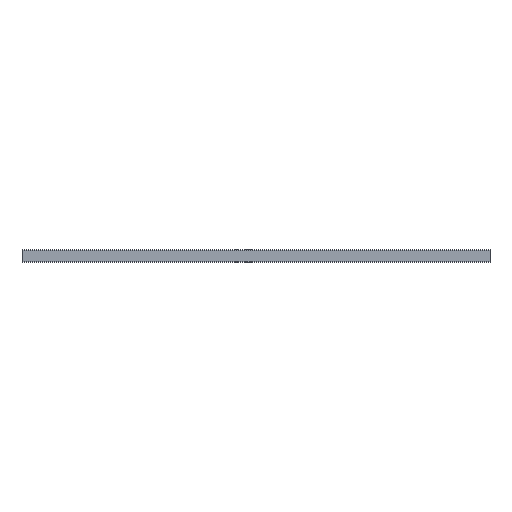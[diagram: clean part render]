
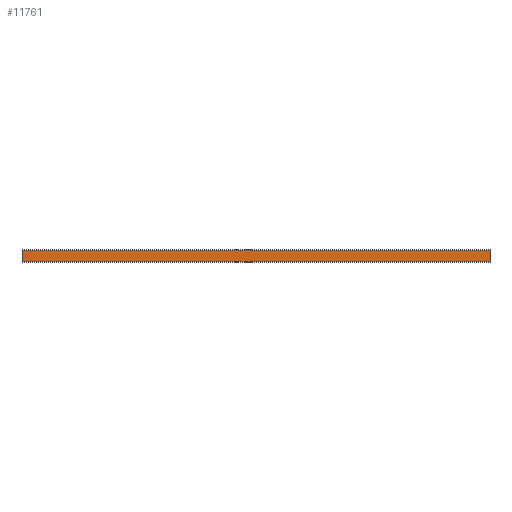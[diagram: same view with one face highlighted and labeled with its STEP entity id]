
A CAD part, front view. The second image highlights one B-rep face of the part: STEP entity #11761.
In plain terms, the highlighted planar face has unit normal (0, -1, 0).
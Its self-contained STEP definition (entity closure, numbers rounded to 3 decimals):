
#44 = PLANE('',#45);
#45 = AXIS2_PLACEMENT_3D('',#46,#47,#48);
#46 = CARTESIAN_POINT('',(45.,-313.578,-50.417));
#47 = DIRECTION('',(-1.,0.,0.));
#48 = DIRECTION('',(0.,0.,-1.));
#100 = PLANE('',#101);
#101 = AXIS2_PLACEMENT_3D('',#102,#103,#104);
#102 = CARTESIAN_POINT('',(1681.,-313.578,-50.417));
#103 = DIRECTION('',(-1.,0.,0.));
#104 = DIRECTION('',(0.,0.,-1.));
#1551 = VERTEX_POINT('',#1552);
#1552 = CARTESIAN_POINT('',(45.,-390.,-3.));
#1567 = CYLINDRICAL_SURFACE('',#1568,3.);
#1568 = AXIS2_PLACEMENT_3D('',#1569,#1570,#1571);
#1569 = CARTESIAN_POINT('',(1681.,-387.,-3.));
#1570 = DIRECTION('',(-1.,0.,0.));
#1571 = DIRECTION('',(0.,0.,-1.));
#1579 = EDGE_CURVE('',#1580,#1551,#1582,.T.);
#1580 = VERTEX_POINT('',#1581);
#1581 = CARTESIAN_POINT('',(45.,-390.,-42.));
#1582 = SURFACE_CURVE('',#1583,(#1587,#1594),.PCURVE_S1.);
#1583 = LINE('',#1584,#1585);
#1584 = CARTESIAN_POINT('',(45.,-390.,-42.));
#1585 = VECTOR('',#1586,1.);
#1586 = DIRECTION('',(0.,0.,1.));
#1587 = PCURVE('',#44,#1588);
#1588 = DEFINITIONAL_REPRESENTATION('',(#1589),#1593);
#1589 = LINE('',#1590,#1591);
#1590 = CARTESIAN_POINT('',(-8.417,76.422));
#1591 = VECTOR('',#1592,1.);
#1592 = DIRECTION('',(-1.,0.));
#1593 = ( GEOMETRIC_REPRESENTATION_CONTEXT(2) 
PARAMETRIC_REPRESENTATION_CONTEXT() REPRESENTATION_CONTEXT('2D SPACE',''
  ) );
#1594 = PCURVE('',#1595,#1600);
#1595 = PLANE('',#1596);
#1596 = AXIS2_PLACEMENT_3D('',#1597,#1598,#1599);
#1597 = CARTESIAN_POINT('',(1681.,-390.,-50.417));
#1598 = DIRECTION('',(0.,1.,0.));
#1599 = DIRECTION('',(1.,0.,-0.));
#1600 = DEFINITIONAL_REPRESENTATION('',(#1601),#1605);
#1601 = LINE('',#1602,#1603);
#1602 = CARTESIAN_POINT('',(-1636.,-8.417));
#1603 = VECTOR('',#1604,1.);
#1604 = DIRECTION('',(0.,-1.));
#1605 = ( GEOMETRIC_REPRESENTATION_CONTEXT(2) 
PARAMETRIC_REPRESENTATION_CONTEXT() REPRESENTATION_CONTEXT('2D SPACE',''
  ) );
#1624 = CYLINDRICAL_SURFACE('',#1625,3.);
#1625 = AXIS2_PLACEMENT_3D('',#1626,#1627,#1628);
#1626 = CARTESIAN_POINT('',(1681.,-387.,-42.));
#1627 = DIRECTION('',(-1.,0.,0.));
#1628 = DIRECTION('',(0.,0.,-1.));
#6693 = VERTEX_POINT('',#6694);
#6694 = CARTESIAN_POINT('',(1681.,-390.,-42.));
#6720 = EDGE_CURVE('',#6693,#6721,#6723,.T.);
#6721 = VERTEX_POINT('',#6722);
#6722 = CARTESIAN_POINT('',(1681.,-390.,-3.));
#6723 = SURFACE_CURVE('',#6724,(#6728,#6735),.PCURVE_S1.);
#6724 = LINE('',#6725,#6726);
#6725 = CARTESIAN_POINT('',(1681.,-390.,-42.));
#6726 = VECTOR('',#6727,1.);
#6727 = DIRECTION('',(0.,0.,1.));
#6728 = PCURVE('',#100,#6729);
#6729 = DEFINITIONAL_REPRESENTATION('',(#6730),#6734);
#6730 = LINE('',#6731,#6732);
#6731 = CARTESIAN_POINT('',(-8.417,76.422));
#6732 = VECTOR('',#6733,1.);
#6733 = DIRECTION('',(-1.,0.));
#6734 = ( GEOMETRIC_REPRESENTATION_CONTEXT(2) 
PARAMETRIC_REPRESENTATION_CONTEXT() REPRESENTATION_CONTEXT('2D SPACE',''
  ) );
#6735 = PCURVE('',#1595,#6736);
#6736 = DEFINITIONAL_REPRESENTATION('',(#6737),#6741);
#6737 = LINE('',#6738,#6739);
#6738 = CARTESIAN_POINT('',(0.,-8.417));
#6739 = VECTOR('',#6740,1.);
#6740 = DIRECTION('',(0.,-1.));
#6741 = ( GEOMETRIC_REPRESENTATION_CONTEXT(2) 
PARAMETRIC_REPRESENTATION_CONTEXT() REPRESENTATION_CONTEXT('2D SPACE',''
  ) );
#11740 = EDGE_CURVE('',#6693,#1580,#11741,.T.);
#11741 = SURFACE_CURVE('',#11742,(#11746,#11753),.PCURVE_S1.);
#11742 = LINE('',#11743,#11744);
#11743 = CARTESIAN_POINT('',(1681.,-390.,-42.));
#11744 = VECTOR('',#11745,1.);
#11745 = DIRECTION('',(-1.,0.,0.));
#11746 = PCURVE('',#1624,#11747);
#11747 = DEFINITIONAL_REPRESENTATION('',(#11748),#11752);
#11748 = LINE('',#11749,#11750);
#11749 = CARTESIAN_POINT('',(1.571,0.));
#11750 = VECTOR('',#11751,1.);
#11751 = DIRECTION('',(0.,1.));
#11752 = ( GEOMETRIC_REPRESENTATION_CONTEXT(2) 
PARAMETRIC_REPRESENTATION_CONTEXT() REPRESENTATION_CONTEXT('2D SPACE',''
  ) );
#11753 = PCURVE('',#1595,#11754);
#11754 = DEFINITIONAL_REPRESENTATION('',(#11755),#11759);
#11755 = LINE('',#11756,#11757);
#11756 = CARTESIAN_POINT('',(0.,-8.417));
#11757 = VECTOR('',#11758,1.);
#11758 = DIRECTION('',(-1.,0.));
#11759 = ( GEOMETRIC_REPRESENTATION_CONTEXT(2) 
PARAMETRIC_REPRESENTATION_CONTEXT() REPRESENTATION_CONTEXT('2D SPACE',''
  ) );
#11761 = ADVANCED_FACE('',(#11762),#1595,.F.);
#11762 = FACE_BOUND('',#11763,.F.);
#11763 = EDGE_LOOP('',(#11764,#11765,#11786,#11787));
#11764 = ORIENTED_EDGE('',*,*,#1579,.T.);
#11765 = ORIENTED_EDGE('',*,*,#11766,.T.);
#11766 = EDGE_CURVE('',#1551,#6721,#11767,.T.);
#11767 = SURFACE_CURVE('',#11768,(#11772,#11779),.PCURVE_S1.);
#11768 = LINE('',#11769,#11770);
#11769 = CARTESIAN_POINT('',(45.,-390.,-3.));
#11770 = VECTOR('',#11771,1.);
#11771 = DIRECTION('',(1.,0.,-0.));
#11772 = PCURVE('',#1595,#11773);
#11773 = DEFINITIONAL_REPRESENTATION('',(#11774),#11778);
#11774 = LINE('',#11775,#11776);
#11775 = CARTESIAN_POINT('',(-1636.,-47.417));
#11776 = VECTOR('',#11777,1.);
#11777 = DIRECTION('',(1.,0.));
#11778 = ( GEOMETRIC_REPRESENTATION_CONTEXT(2) 
PARAMETRIC_REPRESENTATION_CONTEXT() REPRESENTATION_CONTEXT('2D SPACE',''
  ) );
#11779 = PCURVE('',#1567,#11780);
#11780 = DEFINITIONAL_REPRESENTATION('',(#11781),#11785);
#11781 = LINE('',#11782,#11783);
#11782 = CARTESIAN_POINT('',(1.571,1636.));
#11783 = VECTOR('',#11784,1.);
#11784 = DIRECTION('',(0.,-1.));
#11785 = ( GEOMETRIC_REPRESENTATION_CONTEXT(2) 
PARAMETRIC_REPRESENTATION_CONTEXT() REPRESENTATION_CONTEXT('2D SPACE',''
  ) );
#11786 = ORIENTED_EDGE('',*,*,#6720,.F.);
#11787 = ORIENTED_EDGE('',*,*,#11740,.T.);
